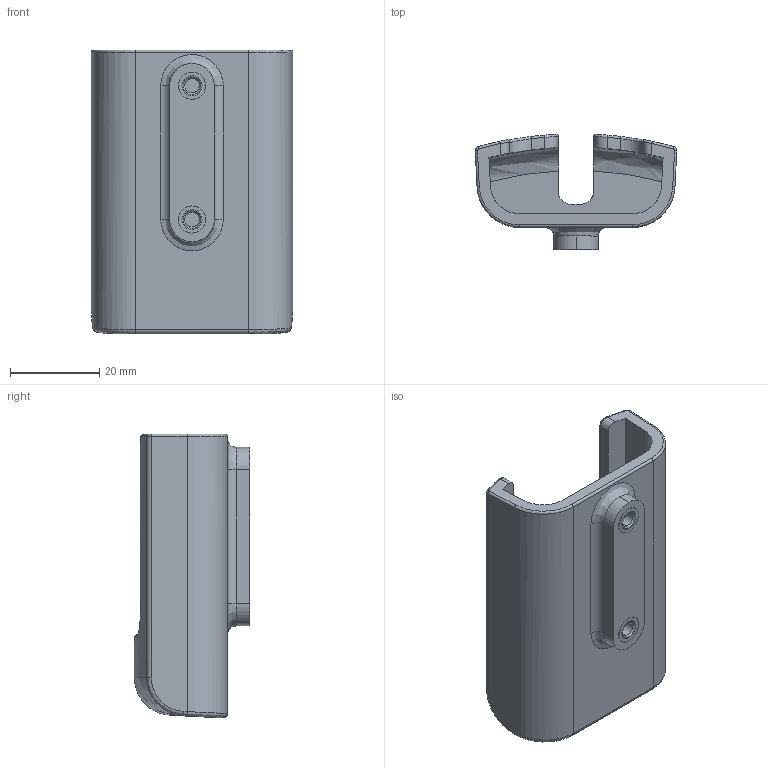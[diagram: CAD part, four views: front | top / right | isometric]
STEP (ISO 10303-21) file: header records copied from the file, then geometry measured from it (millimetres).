
FILE_DESCRIPTION (( 'STEP AP203' ), '1' );
FILE_NAME ('MS001-B.05.010SL.1.1 盄諷忒梟溫离褲.step', '2021-08-27T10:59:35', ( 'Windows User' ), ( 'P R C' ), 'SwSTEP 2.0', 'SolidWorks 2016', '' );
FILE_SCHEMA (( 'CONFIG_CONTROL_DESIGN' ));
Length unit declared in the file: millimetre
Products named in the file (3): И杶-M4X5X4; 盄諷忒梟溫离褲; MS001-B.05.010SL.1.1 盄諷忒梟溫离褲
Assembly tree (3 placements, depth 2):
  MS001-B.05.010SL.1.1 盄諷忒梟溫离褲
    盄諷忒梟溫离褲
    И杶-M4X5X4  x2
Bounding box: 45.21 x 25.88 x 63.66 mm (x, y, z)
Volume: 18804.7 mm3; surface area: 12807.9 mm2
Topology: 3 solids, 3 shells, 572 faces, 1615 edges, 1058 vertices
Faces by surface type: bspline 316, cylinder 209, plane 31, cone 16
Entity records: 17533 total; most frequent: CARTESIAN_POINT 10299, ORIENTED_EDGE 1836, EDGE_CURVE 918, DIRECTION 871, VERTEX_POINT 596, B_SPLINE_CURVE_WITH_KNOTS 562, AXIS2_PLACEMENT_3D 383, EDGE_LOOP 340
